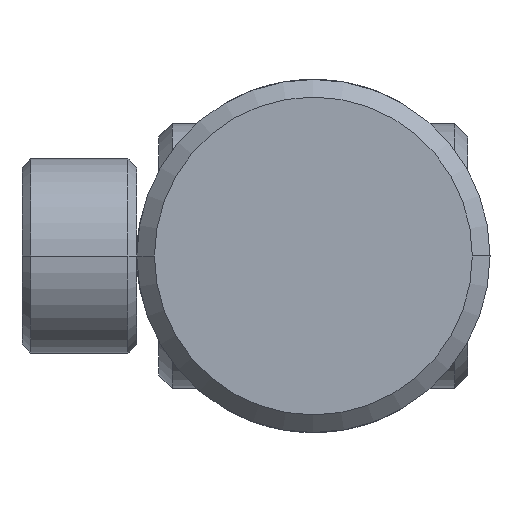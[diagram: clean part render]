
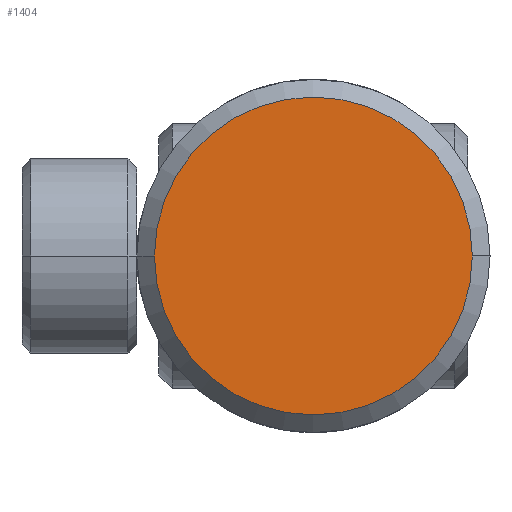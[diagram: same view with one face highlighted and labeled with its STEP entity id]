
A CAD part, left-side view. The second image highlights one B-rep face of the part: STEP entity #1404.
In plain terms, the highlighted planar face has unit normal (-1, 0, 0).
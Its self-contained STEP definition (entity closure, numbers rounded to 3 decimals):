
#6 = VERTEX_POINT ( 'NONE', #1375 ) ;
#14 = CARTESIAN_POINT ( 'NONE',  ( 0., 0., 0. ) ) ;
#62 = ORIENTED_EDGE ( 'NONE', *, *, #3721, .F. ) ;
#440 = EDGE_CURVE ( 'NONE', #2815, #6, #3299, .T. ) ;
#733 = CARTESIAN_POINT ( 'NONE',  ( 0., 0., 0. ) ) ;
#838 = AXIS2_PLACEMENT_3D ( 'NONE', #2963, #2290, #1119 ) ;
#1077 = ORIENTED_EDGE ( 'NONE', *, *, #440, .F. ) ;
#1119 = DIRECTION ( 'NONE',  ( 0., 1., 0. ) ) ;
#1375 = CARTESIAN_POINT ( 'NONE',  ( 0., -18., 0. ) ) ;
#1404 = ADVANCED_FACE ( 'NONE', ( #3226 ), #2353, .T. ) ;
#1477 = DIRECTION ( 'NONE',  ( 0., 1., 0. ) ) ;
#1766 = DIRECTION ( 'NONE',  ( 1., 0., 0. ) ) ;
#1896 = DIRECTION ( 'NONE',  ( -1., 0., 0. ) ) ;
#2290 = DIRECTION ( 'NONE',  ( 1., 0., 0. ) ) ;
#2353 = PLANE ( 'NONE',  #3118 ) ;
#2815 = VERTEX_POINT ( 'NONE', #3776 ) ;
#2899 = EDGE_LOOP ( 'NONE', ( #1077, #62 ) ) ;
#2963 = CARTESIAN_POINT ( 'NONE',  ( 0., 0., 0. ) ) ;
#3118 = AXIS2_PLACEMENT_3D ( 'NONE', #733, #1896, #3658 ) ;
#3226 = FACE_OUTER_BOUND ( 'NONE', #2899, .T. ) ;
#3299 = CIRCLE ( 'NONE', #838, 18. ) ;
#3305 = CIRCLE ( 'NONE', #3929, 18. ) ;
#3658 = DIRECTION ( 'NONE',  ( 0., -1., 0. ) ) ;
#3721 = EDGE_CURVE ( 'NONE', #6, #2815, #3305, .T. ) ;
#3776 = CARTESIAN_POINT ( 'NONE',  ( 0., 18., 0. ) ) ;
#3929 = AXIS2_PLACEMENT_3D ( 'NONE', #14, #1766, #1477 ) ;
